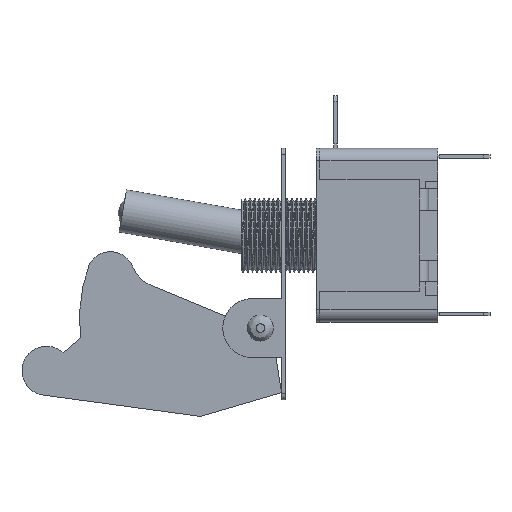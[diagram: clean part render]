
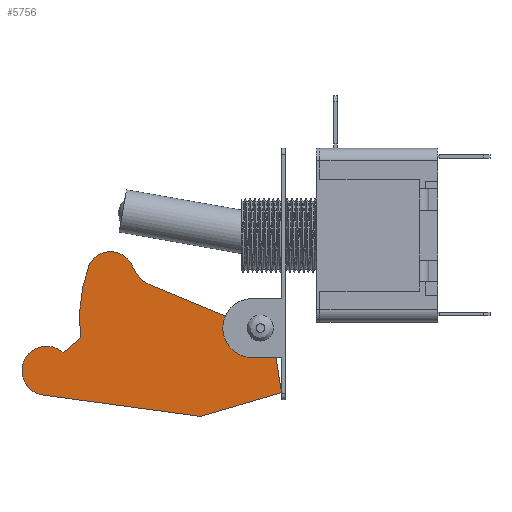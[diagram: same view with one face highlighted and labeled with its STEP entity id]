
A CAD part, left-side view. The second image highlights one B-rep face of the part: STEP entity #5756.
In plain terms, the highlighted planar face has unit normal (-1, 0, 0).
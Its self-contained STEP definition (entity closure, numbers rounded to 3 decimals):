
#45=(
BOUNDED_CURVE()
B_SPLINE_CURVE(5,(#13013,#13014,#13015,#13016,#13017,#13018,#13019,#13020,
#13021,#13022,#13023,#13024,#13025,#13026,#13027),.UNSPECIFIED.,.F.,.F.)
B_SPLINE_CURVE_WITH_KNOTS((6,1,1,1,1,1,1,1,1,1,6),(0.,0.1,0.2,0.3,0.4,0.5,
0.6,0.7,0.8,0.9,1.),.UNSPECIFIED.)
CURVE()
GEOMETRIC_REPRESENTATION_ITEM()
RATIONAL_B_SPLINE_CURVE((1.,1.,1.,1.,1.,1.,1.,1.,1.,1.,1.,1.,1.,1.,1.))
REPRESENTATION_ITEM('')
);
#282=FACE_BOUND('',#1095,.T.);
#442=CIRCLE('',#6120,1.);
#443=CIRCLE('',#6123,3.892);
#445=CIRCLE('',#6126,5.083);
#447=CIRCLE('',#6131,3.17);
#452=CIRCLE('',#6138,3.952);
#755=FACE_OUTER_BOUND('',#1094,.T.);
#1094=EDGE_LOOP('',(#5189,#5190,#5191,#5192,#5193,#5194,#5195,#5196,#5197,
#5198,#5199));
#1095=EDGE_LOOP('',(#5200));
#1643=LINE('',#12976,#2220);
#1650=LINE('',#13059,#2227);
#1653=LINE('',#13065,#2230);
#1667=LINE('',#13105,#2244);
#1668=LINE('',#13107,#2245);
#1669=LINE('',#13108,#2246);
#2220=VECTOR('',#7380,10.);
#2227=VECTOR('',#7401,10.);
#2230=VECTOR('',#7406,10.);
#2244=VECTOR('',#7444,10.);
#2245=VECTOR('',#7445,10.);
#2246=VECTOR('',#7446,10.);
#2770=VERTEX_POINT('',#12971);
#2771=VERTEX_POINT('',#12974);
#2772=VERTEX_POINT('',#12975);
#2775=VERTEX_POINT('',#13012);
#2777=VERTEX_POINT('',#13046);
#2779=VERTEX_POINT('',#13052);
#2781=VERTEX_POINT('',#13058);
#2783=VERTEX_POINT('',#13064);
#2785=VERTEX_POINT('',#13070);
#2794=VERTEX_POINT('',#13092);
#2797=VERTEX_POINT('',#13104);
#2798=VERTEX_POINT('',#13106);
#3566=EDGE_CURVE('',#2770,#2770,#442,.T.);
#3567=EDGE_CURVE('',#2771,#2772,#1643,.T.);
#3571=EDGE_CURVE('',#2771,#2775,#45,.T.);
#3574=EDGE_CURVE('',#2777,#2775,#443,.T.);
#3577=EDGE_CURVE('',#2777,#2779,#445,.T.);
#3580=EDGE_CURVE('',#2781,#2779,#1650,.T.);
#3583=EDGE_CURVE('',#2781,#2783,#1653,.T.);
#3586=EDGE_CURVE('',#2785,#2783,#447,.T.);
#3598=EDGE_CURVE('',#2772,#2794,#452,.T.);
#3603=EDGE_CURVE('',#2794,#2797,#1667,.T.);
#3604=EDGE_CURVE('',#2797,#2798,#1668,.T.);
#3605=EDGE_CURVE('',#2798,#2785,#1669,.T.);
#5189=ORIENTED_EDGE('',*,*,#3598,.T.);
#5190=ORIENTED_EDGE('',*,*,#3603,.T.);
#5191=ORIENTED_EDGE('',*,*,#3604,.T.);
#5192=ORIENTED_EDGE('',*,*,#3605,.T.);
#5193=ORIENTED_EDGE('',*,*,#3586,.T.);
#5194=ORIENTED_EDGE('',*,*,#3583,.F.);
#5195=ORIENTED_EDGE('',*,*,#3580,.T.);
#5196=ORIENTED_EDGE('',*,*,#3577,.F.);
#5197=ORIENTED_EDGE('',*,*,#3574,.T.);
#5198=ORIENTED_EDGE('',*,*,#3571,.F.);
#5199=ORIENTED_EDGE('',*,*,#3567,.T.);
#5200=ORIENTED_EDGE('',*,*,#3566,.T.);
#5453=PLANE('',#6141);
#5756=ADVANCED_FACE('',(#755,#282),#5453,.F.);
#6120=AXIS2_PLACEMENT_3D('',#12972,#7376,#7377);
#6123=AXIS2_PLACEMENT_3D('',#13047,#7387,#7388);
#6126=AXIS2_PLACEMENT_3D('',#13053,#7394,#7395);
#6131=AXIS2_PLACEMENT_3D('',#13071,#7411,#7412);
#6138=AXIS2_PLACEMENT_3D('',#13094,#7432,#7433);
#6141=AXIS2_PLACEMENT_3D('',#13103,#7442,#7443);
#7376=DIRECTION('center_axis',(1.,0.,0.));
#7377=DIRECTION('ref_axis',(0.,0.,1.));
#7380=DIRECTION('',(0.,0.871,0.491));
#7387=DIRECTION('center_axis',(-1.,0.,0.));
#7388=DIRECTION('ref_axis',(0.,-0.658,-0.753));
#7394=DIRECTION('center_axis',(-1.,0.,0.));
#7395=DIRECTION('ref_axis',(0.,0.658,0.753));
#7401=DIRECTION('',(0.,-0.045,0.999));
#7406=DIRECTION('',(0.,-0.375,-0.927));
#7411=DIRECTION('center_axis',(-1.,0.,0.));
#7412=DIRECTION('ref_axis',(0.,0.,1.));
#7432=DIRECTION('center_axis',(-1.,0.,0.));
#7433=DIRECTION('ref_axis',(0.,0.,-1.));
#7442=DIRECTION('center_axis',(1.,0.,0.));
#7443=DIRECTION('ref_axis',(0.,0.,-1.));
#7444=DIRECTION('',(0.,-0.213,-0.977));
#7445=DIRECTION('',(0.,-0.592,-0.806));
#7446=DIRECTION('',(0.,-0.875,0.484));
#12971=CARTESIAN_POINT('',(-0.1,9.6,-15.95));
#12972=CARTESIAN_POINT('Origin',(-0.1,9.6,-14.95));
#12974=CARTESIAN_POINT('',(-0.1,20.999,11.755));
#12975=CARTESIAN_POINT('',(-0.1,24.202,13.559));
#12976=CARTESIAN_POINT('',(-0.1,20.999,11.755));
#13012=CARTESIAN_POINT('',(-0.1,9.251,14.446));
#13013=CARTESIAN_POINT('Ctrl Pts',(-0.1,20.999,11.755));
#13014=CARTESIAN_POINT('Ctrl Pts',(-0.1,20.77,11.863));
#13015=CARTESIAN_POINT('Ctrl Pts',(-0.1,20.312,12.074));
#13016=CARTESIAN_POINT('Ctrl Pts',(-0.1,19.623,12.376));
#13017=CARTESIAN_POINT('Ctrl Pts',(-0.1,18.701,12.751));
#13018=CARTESIAN_POINT('Ctrl Pts',(-0.1,17.543,13.168));
#13019=CARTESIAN_POINT('Ctrl Pts',(-0.1,16.378,13.53));
#13020=CARTESIAN_POINT('Ctrl Pts',(-0.1,15.207,13.831));
#13021=CARTESIAN_POINT('Ctrl Pts',(-0.1,14.029,14.069));
#13022=CARTESIAN_POINT('Ctrl Pts',(-0.1,12.844,14.247));
#13023=CARTESIAN_POINT('Ctrl Pts',(-0.1,11.652,14.368));
#13024=CARTESIAN_POINT('Ctrl Pts',(-0.1,10.694,14.423));
#13025=CARTESIAN_POINT('Ctrl Pts',(-0.1,9.973,14.443));
#13026=CARTESIAN_POINT('Ctrl Pts',(-0.1,9.492,14.447));
#13027=CARTESIAN_POINT('Ctrl Pts',(-0.1,9.251,14.446));
#13046=CARTESIAN_POINT('',(-0.1,7.402,7.687));
#13047=CARTESIAN_POINT('Origin',(-0.1,9.961,10.62));
#13052=CARTESIAN_POINT('',(-0.1,9.138,4.085));
#13053=CARTESIAN_POINT('Origin',(-0.1,4.06,3.857));
#13058=CARTESIAN_POINT('',(-0.1,9.727,-9.047));
#13059=CARTESIAN_POINT('',(-0.1,9.727,-9.047));
#13064=CARTESIAN_POINT('',(-0.1,8.55,-11.959));
#13065=CARTESIAN_POINT('',(-0.1,9.727,-9.047));
#13070=CARTESIAN_POINT('',(-0.1,11.063,-17.762));
#13071=CARTESIAN_POINT('Origin',(-0.1,9.6,-14.95));
#13092=CARTESIAN_POINT('',(-0.1,31.717,14.226));
#13094=CARTESIAN_POINT('Origin',(-0.1,27.855,15.067));
#13103=CARTESIAN_POINT('Origin',(-0.1,27.855,15.067));
#13104=CARTESIAN_POINT('',(-0.1,26.287,-10.732));
#13105=CARTESIAN_POINT('',(-0.1,31.717,14.226));
#13106=CARTESIAN_POINT('',(-0.1,18.21,-21.714));
#13107=CARTESIAN_POINT('',(-0.1,26.287,-10.732));
#13108=CARTESIAN_POINT('',(-0.1,11.063,-17.762));
